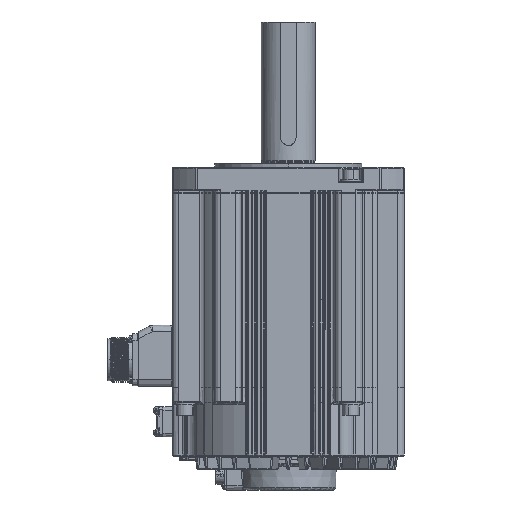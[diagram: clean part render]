
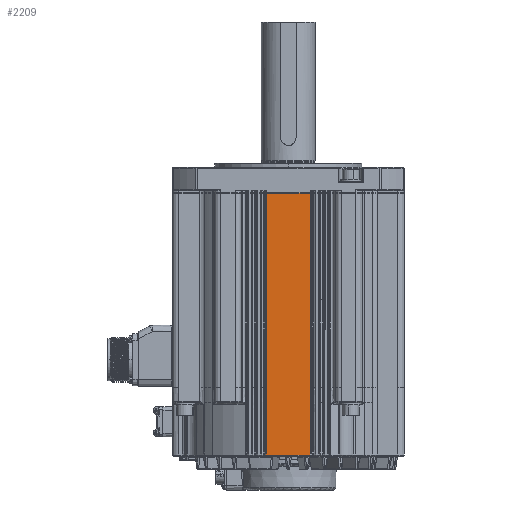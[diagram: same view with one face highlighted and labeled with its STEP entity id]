
A CAD part, left-side view. The second image highlights one B-rep face of the part: STEP entity #2209.
In plain terms, the highlighted planar face has unit normal (-1, 0, 0).
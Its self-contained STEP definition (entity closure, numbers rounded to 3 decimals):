
#2135=CARTESIAN_POINT('',(-90.,-17.046,-68.5));
#2136=VERTEX_POINT('',#2135);
#2145=CARTESIAN_POINT('',(-90.,-17.042,82.5));
#2146=VERTEX_POINT('',#2145);
#2154=CARTESIAN_POINT('',(-90.,-17.042,-68.5));
#2155=DIRECTION('',(0.,0.,1.));
#2156=VECTOR('',#2155,151.);
#2157=LINE('',#2154,#2156);
#2158=EDGE_CURVE('',#2136,#2146,#2157,.T.);
#2163=CARTESIAN_POINT('',(-90.,0.001,-92.687));
#2164=DIRECTION('',(0.,0.,1.));
#2165=DIRECTION('',(-1.,0.,0.));
#2166=AXIS2_PLACEMENT_3D('',#2163,#2165,#2164);
#2167=PLANE('',#2166);
#2168=ORIENTED_EDGE('',*,*,#2158,.T.);
#2169=CARTESIAN_POINT('',(-90.,17.042,82.5));
#2170=VERTEX_POINT('',#2169);
#2171=CARTESIAN_POINT('',(-90.,17.042,82.5));
#2172=DIRECTION('',(0.,-1.,0.));
#2173=VECTOR('',#2172,34.084);
#2174=LINE('',#2171,#2173);
#2175=EDGE_CURVE('',#2170,#2146,#2174,.T.);
#2176=ORIENTED_EDGE('',*,*,#2175,.F.);
#2177=CARTESIAN_POINT('',(-90.,17.046,-68.5));
#2178=VERTEX_POINT('',#2177);
#2179=CARTESIAN_POINT('',(-90.,17.042,82.5));
#2180=DIRECTION('',(0.,0.,-1.));
#2181=VECTOR('',#2180,151.);
#2182=LINE('',#2179,#2181);
#2183=EDGE_CURVE('',#2170,#2178,#2182,.T.);
#2184=ORIENTED_EDGE('',*,*,#2183,.T.);
#2185=CARTESIAN_POINT('',(-90.,17.051,-121.1));
#2186=VERTEX_POINT('',#2185);
#2187=CARTESIAN_POINT('',(-90.,17.051,-121.1));
#2188=DIRECTION('',(0.,0.,1.));
#2189=VECTOR('',#2188,52.6);
#2190=LINE('',#2187,#2189);
#2191=EDGE_CURVE('',#2186,#2178,#2190,.T.);
#2192=ORIENTED_EDGE('',*,*,#2191,.F.);
#2193=CARTESIAN_POINT('',(-90.,-17.05,-121.1));
#2194=VERTEX_POINT('',#2193);
#2195=CARTESIAN_POINT('',(-90.,17.051,-121.1));
#2196=DIRECTION('',(0.,-1.,0.));
#2197=VECTOR('',#2196,34.101);
#2198=LINE('',#2195,#2197);
#2199=EDGE_CURVE('',#2186,#2194,#2198,.T.);
#2200=ORIENTED_EDGE('',*,*,#2199,.T.);
#2201=CARTESIAN_POINT('',(-90.,-17.05,-121.1));
#2202=DIRECTION('',(0.,0.,1.));
#2203=VECTOR('',#2202,52.6);
#2204=LINE('',#2201,#2203);
#2205=EDGE_CURVE('',#2194,#2136,#2204,.T.);
#2206=ORIENTED_EDGE('',*,*,#2205,.T.);
#2207=EDGE_LOOP('',(#2168,#2176,#2184,#2192,#2200,#2206));
#2208=FACE_OUTER_BOUND('',#2207,.T.);
#2209=ADVANCED_FACE('',(#2208),#2167,.T.);
